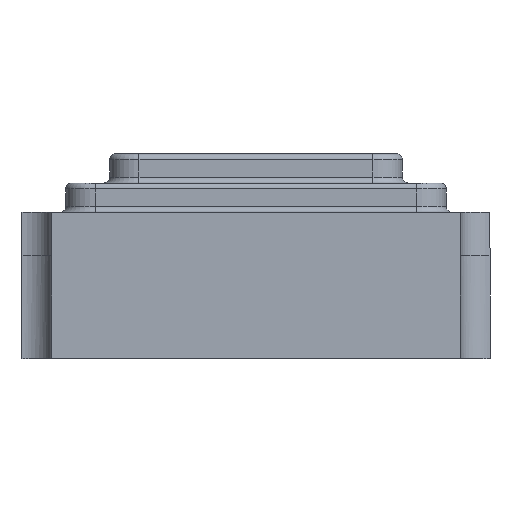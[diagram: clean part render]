
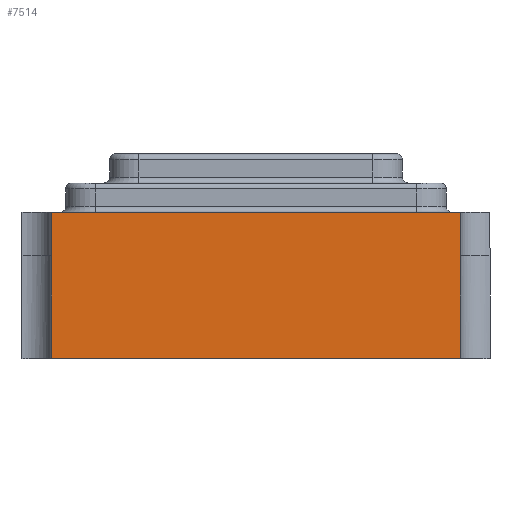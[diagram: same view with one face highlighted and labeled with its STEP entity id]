
A CAD part, left-side view. The second image highlights one B-rep face of the part: STEP entity #7514.
In plain terms, the highlighted planar face has unit normal (-1, 0, 0).
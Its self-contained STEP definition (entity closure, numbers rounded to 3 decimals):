
#101 = VECTOR ( 'NONE', #5658, 1000. ) ;
#120 = CARTESIAN_POINT ( 'NONE',  ( -1., -0.699, -0.149 ) ) ;
#273 = CARTESIAN_POINT ( 'NONE',  ( -1., 0.8, -0.5 ) ) ;
#380 = CARTESIAN_POINT ( 'NONE',  ( -1., -0.699, -0.499 ) ) ;
#460 = DIRECTION ( 'NONE',  ( 0., -1., 0. ) ) ;
#689 = DIRECTION ( 'NONE',  ( 0., 0., -1. ) ) ;
#1006 = DIRECTION ( 'NONE',  ( 0., -1., 0. ) ) ;
#1022 = LINE ( 'NONE', #4068, #14544 ) ;
#1059 = DIRECTION ( 'NONE',  ( 0., 0., -1. ) ) ;
#1582 = ORIENTED_EDGE ( 'NONE', *, *, #11368, .T. ) ;
#1618 = VECTOR ( 'NONE', #1841, 1000. ) ;
#1711 = DIRECTION ( 'NONE',  ( 0., 1., 0. ) ) ;
#1841 = DIRECTION ( 'NONE',  ( 0., -1., 0. ) ) ;
#2075 = VERTEX_POINT ( 'NONE', #8250 ) ;
#2104 = VECTOR ( 'NONE', #1059, 1000. ) ;
#2285 = ORIENTED_EDGE ( 'NONE', *, *, #4884, .T. ) ;
#2355 = LINE ( 'NONE', #15937, #13093 ) ;
#2368 = DIRECTION ( 'NONE',  ( 0., 0., -1. ) ) ;
#2404 = VERTEX_POINT ( 'NONE', #7594 ) ;
#2923 = CARTESIAN_POINT ( 'NONE',  ( -1., -0.7, -0.499 ) ) ;
#3098 = EDGE_CURVE ( 'NONE', #6994, #2404, #11877, .T. ) ;
#3196 = ORIENTED_EDGE ( 'NONE', *, *, #12629, .F. ) ;
#3717 = VECTOR ( 'NONE', #1006, 1000. ) ;
#3942 = EDGE_CURVE ( 'NONE', #14756, #6994, #10459, .T. ) ;
#4068 = CARTESIAN_POINT ( 'NONE',  ( -1., 0.699, -0.499 ) ) ;
#4515 = ORIENTED_EDGE ( 'NONE', *, *, #3942, .F. ) ;
#4612 = EDGE_CURVE ( 'NONE', #10831, #8961, #9237, .T. ) ;
#4884 = EDGE_CURVE ( 'NONE', #12997, #8734, #7243, .T. ) ;
#5055 = ORIENTED_EDGE ( 'NONE', *, *, #3098, .F. ) ;
#5073 = ORIENTED_EDGE ( 'NONE', *, *, #11771, .T. ) ;
#5118 = LINE ( 'NONE', #10592, #16956 ) ;
#5509 = VERTEX_POINT ( 'NONE', #7564 ) ;
#5573 = ORIENTED_EDGE ( 'NONE', *, *, #13040, .T. ) ;
#5658 = DIRECTION ( 'NONE',  ( 0., -1., 0. ) ) ;
#5709 = EDGE_CURVE ( 'NONE', #12036, #8734, #17752, .T. ) ;
#5727 = LINE ( 'NONE', #380, #1618 ) ;
#6113 = CARTESIAN_POINT ( 'NONE',  ( -1., -0.7, 0. ) ) ;
#6731 = EDGE_LOOP ( 'NONE', ( #10727, #5073, #5055, #4515, #9610, #3196, #1582, #5573, #7241, #2285, #6799, #9006 ) ) ;
#6799 = ORIENTED_EDGE ( 'NONE', *, *, #5709, .F. ) ;
#6889 = DIRECTION ( 'NONE',  ( 0., 1., 0. ) ) ;
#6994 = VERTEX_POINT ( 'NONE', #6113 ) ;
#7241 = ORIENTED_EDGE ( 'NONE', *, *, #10882, .T. ) ;
#7243 = LINE ( 'NONE', #273, #12166 ) ;
#7514 = ADVANCED_FACE ( 'NONE', ( #10192 ), #8933, .T. ) ;
#7551 = CARTESIAN_POINT ( 'NONE',  ( -1., 0.7, -0.499 ) ) ;
#7564 = CARTESIAN_POINT ( 'NONE',  ( -1., 0.7, -0.149 ) ) ;
#7571 = CARTESIAN_POINT ( 'NONE',  ( -1., 0.7, -0.5 ) ) ;
#7594 = CARTESIAN_POINT ( 'NONE',  ( -1., -0.7, -0.149 ) ) ;
#7751 = CARTESIAN_POINT ( 'NONE',  ( -1., -0.699, -0.149 ) ) ;
#8250 = CARTESIAN_POINT ( 'NONE',  ( -1., 0.699, -0.499 ) ) ;
#8529 = CARTESIAN_POINT ( 'NONE',  ( -1., -0.699, -0.149 ) ) ;
#8734 = VERTEX_POINT ( 'NONE', #11150 ) ;
#8818 = VECTOR ( 'NONE', #1711, 1000. ) ;
#8933 = PLANE ( 'NONE',  #9477 ) ;
#8961 = VERTEX_POINT ( 'NONE', #9285 ) ;
#9006 = ORIENTED_EDGE ( 'NONE', *, *, #9233, .F. ) ;
#9009 = CARTESIAN_POINT ( 'NONE',  ( -1., 0.699, -0.149 ) ) ;
#9233 = EDGE_CURVE ( 'NONE', #8961, #12036, #5727, .T. ) ;
#9237 = LINE ( 'NONE', #7751, #2104 ) ;
#9285 = CARTESIAN_POINT ( 'NONE',  ( -1., -0.699, -0.499 ) ) ;
#9477 = AXIS2_PLACEMENT_3D ( 'NONE', #14540, #10370, #460 ) ;
#9610 = ORIENTED_EDGE ( 'NONE', *, *, #15463, .T. ) ;
#10192 = FACE_OUTER_BOUND ( 'NONE', #6731, .T. ) ;
#10306 = CARTESIAN_POINT ( 'NONE',  ( -1., 0.8, 0. ) ) ;
#10370 = DIRECTION ( 'NONE',  ( -1., 0., 0. ) ) ;
#10459 = LINE ( 'NONE', #10306, #3717 ) ;
#10592 = CARTESIAN_POINT ( 'NONE',  ( -1., 0.7, 0.2 ) ) ;
#10727 = ORIENTED_EDGE ( 'NONE', *, *, #4612, .F. ) ;
#10831 = VERTEX_POINT ( 'NONE', #120 ) ;
#10882 = EDGE_CURVE ( 'NONE', #15730, #12997, #11252, .T. ) ;
#11120 = CARTESIAN_POINT ( 'NONE',  ( -1., -0.7, 0.2 ) ) ;
#11150 = CARTESIAN_POINT ( 'NONE',  ( -1., -0.7, -0.5 ) ) ;
#11252 = LINE ( 'NONE', #12876, #12500 ) ;
#11368 = EDGE_CURVE ( 'NONE', #17130, #2075, #2355, .T. ) ;
#11771 = EDGE_CURVE ( 'NONE', #10831, #2404, #15423, .T. ) ;
#11877 = LINE ( 'NONE', #14500, #17186 ) ;
#12036 = VERTEX_POINT ( 'NONE', #2923 ) ;
#12166 = VECTOR ( 'NONE', #14102, 1000. ) ;
#12500 = VECTOR ( 'NONE', #689, 1000. ) ;
#12629 = EDGE_CURVE ( 'NONE', #17130, #5509, #15817, .T. ) ;
#12803 = CARTESIAN_POINT ( 'NONE',  ( -1., 0.699, -0.149 ) ) ;
#12876 = CARTESIAN_POINT ( 'NONE',  ( -1., 0.7, 0.2 ) ) ;
#12997 = VERTEX_POINT ( 'NONE', #7571 ) ;
#13040 = EDGE_CURVE ( 'NONE', #2075, #15730, #1022, .T. ) ;
#13093 = VECTOR ( 'NONE', #14919, 1000. ) ;
#13748 = CARTESIAN_POINT ( 'NONE',  ( -1., 0.7, 0. ) ) ;
#14102 = DIRECTION ( 'NONE',  ( 0., -1., 0. ) ) ;
#14500 = CARTESIAN_POINT ( 'NONE',  ( -1., -0.7, 0.2 ) ) ;
#14540 = CARTESIAN_POINT ( 'NONE',  ( -1., 0.8, -0.5 ) ) ;
#14544 = VECTOR ( 'NONE', #6889, 1000. ) ;
#14756 = VERTEX_POINT ( 'NONE', #13748 ) ;
#14919 = DIRECTION ( 'NONE',  ( 0., 0., -1. ) ) ;
#15423 = LINE ( 'NONE', #8529, #101 ) ;
#15463 = EDGE_CURVE ( 'NONE', #14756, #5509, #5118, .T. ) ;
#15593 = VECTOR ( 'NONE', #17855, 1000. ) ;
#15730 = VERTEX_POINT ( 'NONE', #7551 ) ;
#15817 = LINE ( 'NONE', #12803, #8818 ) ;
#15937 = CARTESIAN_POINT ( 'NONE',  ( -1., 0.699, -0.149 ) ) ;
#16956 = VECTOR ( 'NONE', #17246, 1000. ) ;
#17130 = VERTEX_POINT ( 'NONE', #9009 ) ;
#17186 = VECTOR ( 'NONE', #2368, 1000. ) ;
#17246 = DIRECTION ( 'NONE',  ( 0., 0., -1. ) ) ;
#17752 = LINE ( 'NONE', #11120, #15593 ) ;
#17855 = DIRECTION ( 'NONE',  ( 0., 0., -1. ) ) ;
